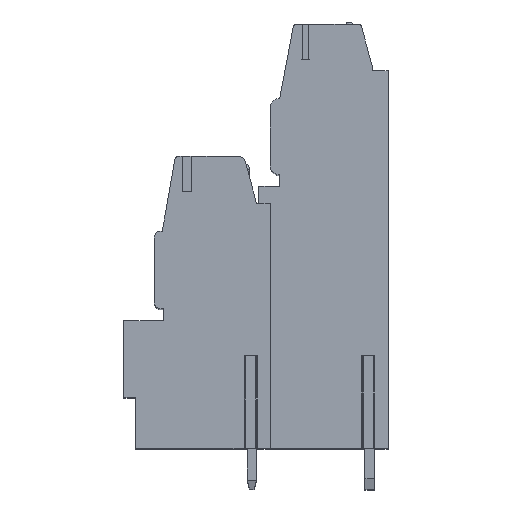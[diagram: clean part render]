
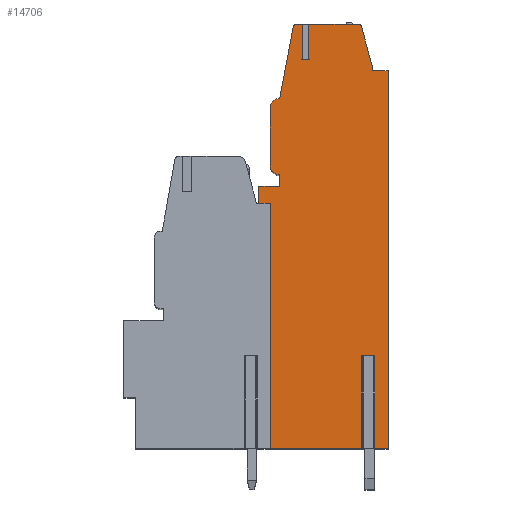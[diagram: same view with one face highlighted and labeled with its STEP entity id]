
A CAD part, top view. The second image highlights one B-rep face of the part: STEP entity #14706.
In plain terms, the highlighted planar face has unit normal (0, 0, 1).
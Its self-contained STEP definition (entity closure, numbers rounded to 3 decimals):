
#13=DIRECTION('',(0.,1.,0.));
#14=VECTOR('',#13,14.45);
#15=CARTESIAN_POINT('',(1.,-19.1,48.26));
#16=LINE('',#15,#14);
#17=DIRECTION('',(0.,-1.,0.));
#18=VECTOR('',#17,1.45);
#19=CARTESIAN_POINT('',(0.,3.5,48.26));
#20=LINE('',#19,#18);
#21=DIRECTION('',(-1.,0.,0.));
#22=VECTOR('',#21,1.8);
#23=CARTESIAN_POINT('',(1.8,3.5,48.26));
#24=LINE('',#23,#22);
#25=DIRECTION('',(0.,-1.,0.));
#26=VECTOR('',#25,1.);
#27=CARTESIAN_POINT('',(1.8,4.5,48.26));
#28=LINE('',#27,#26);
#29=CARTESIAN_POINT('',(1.8,5.3,48.26));
#30=DIRECTION('',(0.,0.,1.));
#31=DIRECTION('',(-1.,0.,0.));
#32=AXIS2_PLACEMENT_3D('',#29,#30,#31);
#34=DIRECTION('',(0.,-1.,0.));
#35=VECTOR('',#34,5.);
#36=CARTESIAN_POINT('',(1.,10.3,48.26));
#37=LINE('',#36,#35);
#38=CARTESIAN_POINT('',(1.8,10.3,48.26));
#39=DIRECTION('',(0.,0.,1.));
#40=DIRECTION('',(0.,1.,0.));
#41=AXIS2_PLACEMENT_3D('',#38,#39,#40);
#43=DIRECTION('',(-0.186,-0.983,0.));
#44=VECTOR('',#43,6.265);
#45=CARTESIAN_POINT('',(2.964,17.256,48.26));
#46=LINE('',#45,#44);
#47=CARTESIAN_POINT('',(3.259,17.2,48.26));
#48=DIRECTION('',(0.,0.,1.));
#49=DIRECTION('',(0.,1.,0.));
#50=AXIS2_PLACEMENT_3D('',#47,#48,#49);
#52=DIRECTION('',(-1.,0.,0.));
#53=VECTOR('',#52,0.551);
#54=CARTESIAN_POINT('',(3.81,17.5,48.26));
#55=LINE('',#54,#53);
#56=DIRECTION('',(0.,-1.,0.));
#57=VECTOR('',#56,3.05);
#58=CARTESIAN_POINT('',(3.81,17.5,48.26));
#59=LINE('',#58,#57);
#60=DIRECTION('',(1.,0.,0.));
#61=VECTOR('',#60,0.5);
#62=CARTESIAN_POINT('',(3.81,14.45,48.26));
#63=LINE('',#62,#61);
#64=DIRECTION('',(0.,-1.,0.));
#65=VECTOR('',#64,3.05);
#66=CARTESIAN_POINT('',(4.31,17.5,48.26));
#67=LINE('',#66,#65);
#68=DIRECTION('',(-1.,0.,0.));
#69=VECTOR('',#68,4.27);
#70=CARTESIAN_POINT('',(8.58,17.5,48.26));
#71=LINE('',#70,#69);
#72=CARTESIAN_POINT('',(8.58,17.2,48.26));
#73=DIRECTION('',(0.,0.,1.));
#74=DIRECTION('',(0.965,0.261,0.));
#75=AXIS2_PLACEMENT_3D('',#72,#73,#74);
#77=DIRECTION('',(-0.261,0.965,0.));
#78=VECTOR('',#77,3.539);
#79=CARTESIAN_POINT('',(9.792,13.861,48.26));
#80=LINE('',#79,#78);
#81=DIRECTION('',(-0.035,0.999,0.));
#82=VECTOR('',#81,0.361);
#83=CARTESIAN_POINT('',(9.805,13.5,48.26));
#84=LINE('',#83,#82);
#85=DIRECTION('',(-1.,0.,0.));
#86=VECTOR('',#85,1.355);
#87=CARTESIAN_POINT('',(11.16,13.5,48.26));
#88=LINE('',#87,#86);
#89=DIRECTION('',(0.,1.,0.));
#90=VECTOR('',#89,32.6);
#91=CARTESIAN_POINT('',(11.16,-19.1,48.26));
#92=LINE('',#91,#90);
#93=DIRECTION('',(1.,0.,0.));
#94=VECTOR('',#93,1.39);
#95=CARTESIAN_POINT('',(9.77,-19.1,48.26));
#96=LINE('',#95,#94);
#97=DIRECTION('',(0.,1.,0.));
#98=VECTOR('',#97,8.);
#99=CARTESIAN_POINT('',(9.77,-19.1,48.26));
#100=LINE('',#99,#98);
#101=DIRECTION('',(-1.,0.,0.));
#102=VECTOR('',#101,0.62);
#103=CARTESIAN_POINT('',(9.77,-11.1,48.26));
#104=LINE('',#103,#102);
#105=DIRECTION('',(0.,1.,0.));
#106=VECTOR('',#105,8.);
#107=CARTESIAN_POINT('',(9.15,-19.1,48.26));
#108=LINE('',#107,#106);
#109=DIRECTION('',(1.,0.,0.));
#110=VECTOR('',#109,8.15);
#111=CARTESIAN_POINT('',(1.,-19.1,48.26));
#112=LINE('',#111,#110);
#133=DIRECTION('',(-1.,0.,0.));
#134=VECTOR('',#133,1.195);
#135=CARTESIAN_POINT('',(1.,-4.65,48.26));
#136=LINE('',#135,#134);
#141=DIRECTION('',(-1.,0.,0.));
#142=VECTOR('',#141,0.195);
#143=CARTESIAN_POINT('',(0.,2.05,48.26));
#144=LINE('',#143,#142);
#281=DIRECTION('',(0.,-1.,0.));
#282=VECTOR('',#281,6.7);
#283=CARTESIAN_POINT('',(-0.195,2.05,48.26));
#284=LINE('',#283,#282);
#11491=CARTESIAN_POINT('',(11.16,-19.1,48.26));
#11492=CARTESIAN_POINT('',(11.16,13.5,48.26));
#11493=VERTEX_POINT('',#11491);
#11494=VERTEX_POINT('',#11492);
#11495=CARTESIAN_POINT('',(9.805,13.5,48.26));
#11496=VERTEX_POINT('',#11495);
#11497=CARTESIAN_POINT('',(9.792,13.861,48.26));
#11498=VERTEX_POINT('',#11497);
#11499=CARTESIAN_POINT('',(8.87,17.278,48.26));
#11500=VERTEX_POINT('',#11499);
#11501=CARTESIAN_POINT('',(8.58,17.5,48.26));
#11502=VERTEX_POINT('',#11501);
#11503=CARTESIAN_POINT('',(3.259,17.5,48.26));
#11504=CARTESIAN_POINT('',(2.964,17.256,48.26));
#11505=VERTEX_POINT('',#11503);
#11506=VERTEX_POINT('',#11504);
#11507=CARTESIAN_POINT('',(1.8,11.1,48.26));
#11508=VERTEX_POINT('',#11507);
#11509=CARTESIAN_POINT('',(1.,10.3,48.26));
#11510=VERTEX_POINT('',#11509);
#11511=CARTESIAN_POINT('',(1.,5.3,48.26));
#11512=VERTEX_POINT('',#11511);
#11513=CARTESIAN_POINT('',(1.8,4.5,48.26));
#11514=VERTEX_POINT('',#11513);
#11515=CARTESIAN_POINT('',(1.8,3.5,48.26));
#11516=VERTEX_POINT('',#11515);
#11517=CARTESIAN_POINT('',(0.,3.5,48.26));
#11518=VERTEX_POINT('',#11517);
#11623=CARTESIAN_POINT('',(1.,-19.1,48.26));
#11624=VERTEX_POINT('',#11623);
#11649=CARTESIAN_POINT('',(9.77,-11.1,48.26));
#11650=CARTESIAN_POINT('',(9.15,-11.1,48.26));
#11651=VERTEX_POINT('',#11649);
#11652=VERTEX_POINT('',#11650);
#11653=CARTESIAN_POINT('',(9.77,-19.1,48.26));
#11654=VERTEX_POINT('',#11653);
#11655=CARTESIAN_POINT('',(9.15,-19.1,48.26));
#11656=VERTEX_POINT('',#11655);
#11693=CARTESIAN_POINT('',(3.81,14.45,48.26));
#11694=CARTESIAN_POINT('',(4.31,14.45,48.26));
#11695=VERTEX_POINT('',#11693);
#11696=VERTEX_POINT('',#11694);
#11697=CARTESIAN_POINT('',(4.31,17.5,48.26));
#11698=VERTEX_POINT('',#11697);
#11699=CARTESIAN_POINT('',(3.81,17.5,48.26));
#11700=VERTEX_POINT('',#11699);
#12085=CARTESIAN_POINT('',(-0.195,-4.65,48.26));
#12087=VERTEX_POINT('',#12085);
#12089=CARTESIAN_POINT('',(0.,2.05,48.26));
#12090=CARTESIAN_POINT('',(-0.195,2.05,48.26));
#12091=VERTEX_POINT('',#12089);
#12092=VERTEX_POINT('',#12090);
#12097=CARTESIAN_POINT('',(1.,-4.65,48.26));
#12099=VERTEX_POINT('',#12097);
#14645=CARTESIAN_POINT('',(0.,0.,48.26));
#14646=DIRECTION('',(0.,0.,1.));
#14647=DIRECTION('',(1.,0.,0.));
#14648=AXIS2_PLACEMENT_3D('',#14645,#14646,#14647);
#14649=PLANE('',#14648);
#14651=ORIENTED_EDGE('',*,*,#14650,.T.);
#14653=ORIENTED_EDGE('',*,*,#14652,.T.);
#14655=ORIENTED_EDGE('',*,*,#14654,.F.);
#14657=ORIENTED_EDGE('',*,*,#14656,.F.);
#14659=ORIENTED_EDGE('',*,*,#14658,.F.);
#14661=ORIENTED_EDGE('',*,*,#14660,.F.);
#14663=ORIENTED_EDGE('',*,*,#14662,.F.);
#14665=ORIENTED_EDGE('',*,*,#14664,.F.);
#14667=ORIENTED_EDGE('',*,*,#14666,.F.);
#14669=ORIENTED_EDGE('',*,*,#14668,.F.);
#14671=ORIENTED_EDGE('',*,*,#14670,.F.);
#14673=ORIENTED_EDGE('',*,*,#14672,.F.);
#14675=ORIENTED_EDGE('',*,*,#14674,.F.);
#14677=ORIENTED_EDGE('',*,*,#14676,.T.);
#14679=ORIENTED_EDGE('',*,*,#14678,.T.);
#14681=ORIENTED_EDGE('',*,*,#14680,.F.);
#14683=ORIENTED_EDGE('',*,*,#14682,.F.);
#14685=ORIENTED_EDGE('',*,*,#14684,.F.);
#14687=ORIENTED_EDGE('',*,*,#14686,.F.);
#14689=ORIENTED_EDGE('',*,*,#14688,.F.);
#14691=ORIENTED_EDGE('',*,*,#14690,.F.);
#14693=ORIENTED_EDGE('',*,*,#14692,.F.);
#14695=ORIENTED_EDGE('',*,*,#14694,.F.);
#14697=ORIENTED_EDGE('',*,*,#14696,.T.);
#14699=ORIENTED_EDGE('',*,*,#14698,.T.);
#14701=ORIENTED_EDGE('',*,*,#14700,.F.);
#14703=ORIENTED_EDGE('',*,*,#14702,.F.);
#14704=EDGE_LOOP('',(#14651,#14653,#14655,#14657,#14659,#14661,#14663,#14665,
#14667,#14669,#14671,#14673,#14675,#14677,#14679,#14681,#14683,#14685,#14687,
#14689,#14691,#14693,#14695,#14697,#14699,#14701,#14703));
#14705=FACE_OUTER_BOUND('',#14704,.F.);
#33=CIRCLE('',#32,0.8);
#42=CIRCLE('',#41,0.8);
#51=CIRCLE('',#50,0.3);
#76=CIRCLE('',#75,0.3);
#14650=EDGE_CURVE('',#11624,#12099,#16,.T.);
#14652=EDGE_CURVE('',#12099,#12087,#136,.T.);
#14654=EDGE_CURVE('',#12092,#12087,#284,.T.);
#14656=EDGE_CURVE('',#12091,#12092,#144,.T.);
#14658=EDGE_CURVE('',#11518,#12091,#20,.T.);
#14660=EDGE_CURVE('',#11516,#11518,#24,.T.);
#14662=EDGE_CURVE('',#11514,#11516,#28,.T.);
#14664=EDGE_CURVE('',#11512,#11514,#33,.T.);
#14666=EDGE_CURVE('',#11510,#11512,#37,.T.);
#14668=EDGE_CURVE('',#11508,#11510,#42,.T.);
#14670=EDGE_CURVE('',#11506,#11508,#46,.T.);
#14672=EDGE_CURVE('',#11505,#11506,#51,.T.);
#14674=EDGE_CURVE('',#11700,#11505,#55,.T.);
#14676=EDGE_CURVE('',#11700,#11695,#59,.T.);
#14678=EDGE_CURVE('',#11695,#11696,#63,.T.);
#14680=EDGE_CURVE('',#11698,#11696,#67,.T.);
#14682=EDGE_CURVE('',#11502,#11698,#71,.T.);
#14684=EDGE_CURVE('',#11500,#11502,#76,.T.);
#14686=EDGE_CURVE('',#11498,#11500,#80,.T.);
#14688=EDGE_CURVE('',#11496,#11498,#84,.T.);
#14690=EDGE_CURVE('',#11494,#11496,#88,.T.);
#14692=EDGE_CURVE('',#11493,#11494,#92,.T.);
#14694=EDGE_CURVE('',#11654,#11493,#96,.T.);
#14696=EDGE_CURVE('',#11654,#11651,#100,.T.);
#14698=EDGE_CURVE('',#11651,#11652,#104,.T.);
#14700=EDGE_CURVE('',#11656,#11652,#108,.T.);
#14702=EDGE_CURVE('',#11624,#11656,#112,.T.);
#14706=ADVANCED_FACE('',(#14705),#14649,.T.);
